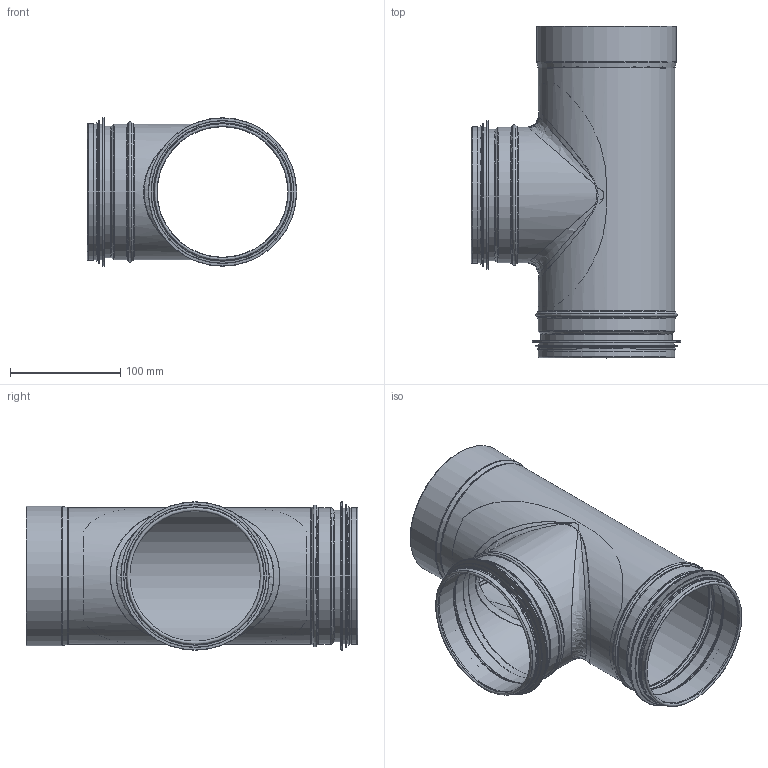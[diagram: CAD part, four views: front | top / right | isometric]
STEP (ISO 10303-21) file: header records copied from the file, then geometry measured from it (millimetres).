
FILE_DESCRIPTION((''),'2;1');
FILE_NAME('HTKM_125-125.stp','2014-02-21T08:00:03',(''),(''),'Autodesk Inventor 2013','Autodesk Inventor 2013','');
FILE_SCHEMA(('AUTOMOTIVE_DESIGN { 1 2 10303 214 0 1 1 1 }'));
Length unit declared in the file: millimetre
Products named in the file (5): HTKM_125-125; HTKMRörämne_125-125; 999004; HPS_125-125; HPSRörämne_125-125
Assembly tree (5 placements, depth 3):
  HTKM_125-125
    HTKMRörämne_125-125
    999004
    HPS_125-125
      HPSRörämne_125-125
      999004
Bounding box: 189.72 x 300.5 x 134.45 mm (x, y, z)
Volume: 105666.9 mm3; surface area: 348209.6 mm2
Topology: 4 solids, 4 shells, 117 faces, 241 edges, 134 vertices
Faces by surface type: cylinder 40, torus 37, plane 19, cone 17, bspline 4
Full cylindrical faces by diameter (mm): 118.25 x2, 119.25 x2, 120.45 x2, 122.05 x1, 123.05 x12, 124.05 x4, 125.25 x1, 126.25 x1, 129.45 x2, 134.45 x2
Entity records: 3589 total; most frequent: CARTESIAN_POINT 1547, DIRECTION 398, ORIENTED_EDGE 264, AXIS2_PLACEMENT_3D 189, EDGE_LOOP 178, EDGE_CURVE 132, VERTEX_POINT 112, STYLED_ITEM 101
